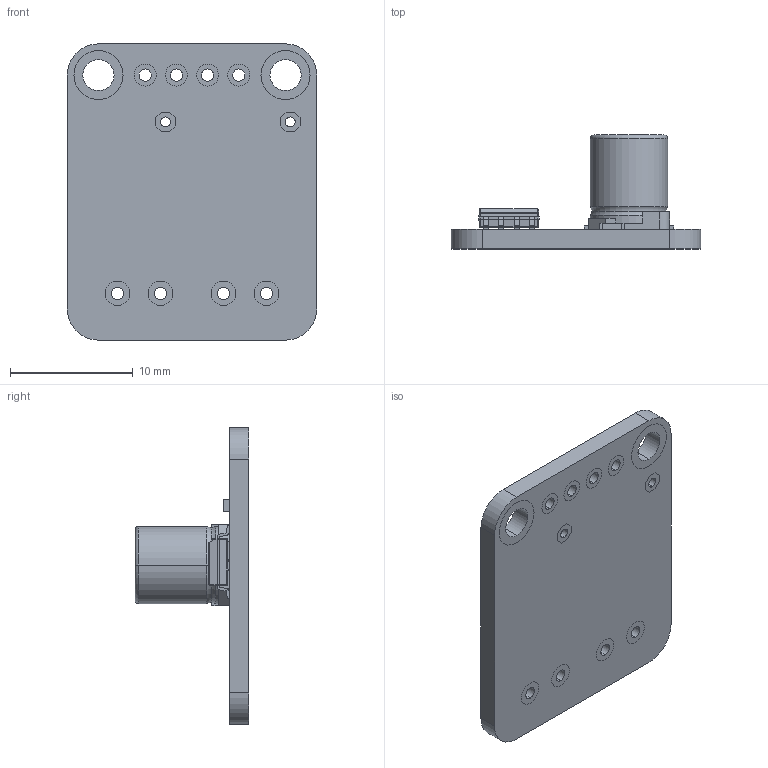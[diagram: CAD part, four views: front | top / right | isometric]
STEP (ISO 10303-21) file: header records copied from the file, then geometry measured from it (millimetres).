
FILE_DESCRIPTION (( 'STEP AP214' ), '1' );
FILE_NAME ('3190.STEP', '2023-10-26T17:40:59', ( '' ), ( '' ), 'SwSTEP 2.0', 'SolidWorks 2021', '' );
FILE_SCHEMA (( 'AUTOMOTIVE_DESIGN' ));
Length unit declared in the file: millimetre
Products named in the file (4): Panasonic_D_22uF_63V_Panasonic_D_22uF_63V; 3190; DRV8871_DRV8871; 3190_3190
Assembly tree (3 placements, depth 2):
  3190
    3190_3190
    Panasonic_D_22uF_63V_Panasonic_D_22uF_63V
    DRV8871_DRV8871
Bounding box: 20.32 x 9.27 x 24.13 mm (x, y, z)
Volume: 1013.3 mm3; surface area: 1836.5 mm2
Topology: 31 solids, 31 shells, 407 faces, 986 edges, 642 vertices
Faces by surface type: plane 237, cylinder 150, sphere 14, torus 6
Entity records: 12457 total; most frequent: DIRECTION 2104, CARTESIAN_POINT 2059, ORIENTED_EDGE 1964, EDGE_CURVE 982, AXIS2_PLACEMENT_3D 717, VECTOR 670, LINE 670, VERTEX_POINT 640
